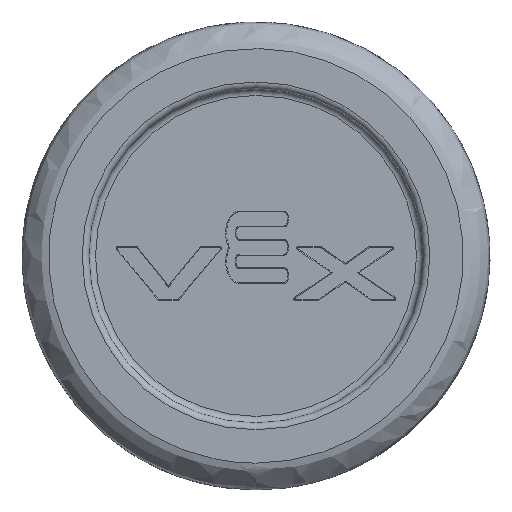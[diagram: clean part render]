
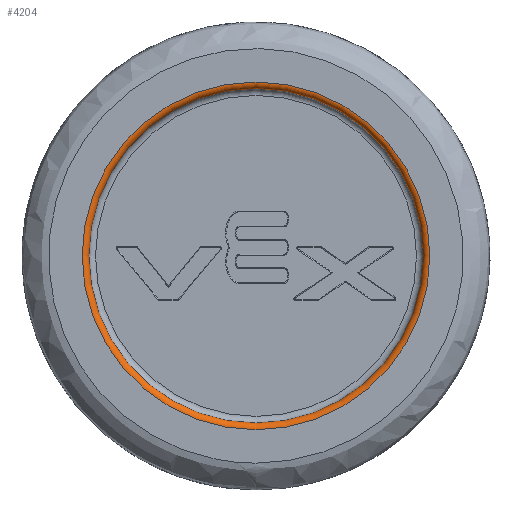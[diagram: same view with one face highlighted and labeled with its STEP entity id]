
A CAD part, top view. The second image highlights one B-rep face of the part: STEP entity #4204.
In plain terms, the highlighted toroidal (fillet/blend) face has major radius 52 mm and minor radius 2 mm.
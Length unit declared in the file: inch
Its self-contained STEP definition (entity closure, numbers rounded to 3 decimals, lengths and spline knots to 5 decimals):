
#215=TOROIDAL_SURFACE('',#4536,2.04724,0.07874);
#584=FACE_OUTER_BOUND('',#869,.T.);
#869=EDGE_LOOP('',(#2974,#2975,#2976,#2977,#2978));
#1603=CIRCLE('',#4493,2.04724);
#1605=CIRCLE('',#4498,1.9685);
#1606=CIRCLE('',#4499,1.9685);
#1613=CIRCLE('',#4537,0.07874);
#1740=VERTEX_POINT('',#5898);
#1745=VERTEX_POINT('',#6330);
#1746=VERTEX_POINT('',#6331);
#2147=EDGE_CURVE('',#1740,#1740,#1603,.T.);
#2153=EDGE_CURVE('',#1745,#1746,#1605,.T.);
#2154=EDGE_CURVE('',#1746,#1745,#1606,.T.);
#2290=EDGE_CURVE('',#1746,#1740,#1613,.T.);
#2974=ORIENTED_EDGE('',*,*,#2153,.F.);
#2975=ORIENTED_EDGE('',*,*,#2154,.F.);
#2976=ORIENTED_EDGE('',*,*,#2290,.T.);
#2977=ORIENTED_EDGE('',*,*,#2147,.F.);
#2978=ORIENTED_EDGE('',*,*,#2290,.F.);
#4204=ADVANCED_FACE('',(#584),#215,.T.);
#4493=AXIS2_PLACEMENT_3D('',#5899,#4795,#4796);
#4498=AXIS2_PLACEMENT_3D('',#6332,#4806,#4807);
#4499=AXIS2_PLACEMENT_3D('',#6333,#4808,#4809);
#4536=AXIS2_PLACEMENT_3D('',#7449,#4915,#4916);
#4537=AXIS2_PLACEMENT_3D('',#7450,#4917,#4918);
#4795=DIRECTION('center_axis',(0.,-1.,0.));
#4796=DIRECTION('ref_axis',(0.,0.,1.));
#4806=DIRECTION('center_axis',(0.,1.,0.));
#4807=DIRECTION('ref_axis',(0.,0.,1.));
#4808=DIRECTION('center_axis',(0.,1.,0.));
#4809=DIRECTION('ref_axis',(0.,0.,1.));
#4915=DIRECTION('center_axis',(0.,1.,0.));
#4916=DIRECTION('ref_axis',(0.,0.,1.));
#4917=DIRECTION('center_axis',(-1.,0.,0.));
#4918=DIRECTION('ref_axis',(0.,0.,-1.));
#5898=CARTESIAN_POINT('',(0.,0.3937,-2.04724));
#5899=CARTESIAN_POINT('Origin',(0.,0.3937,0.));
#6330=CARTESIAN_POINT('',(0.,0.31496,1.9685));
#6331=CARTESIAN_POINT('',(0.,0.31496,-1.9685));
#6332=CARTESIAN_POINT('Origin',(0.,0.31496,0.));
#6333=CARTESIAN_POINT('Origin',(0.,0.31496,0.));
#7449=CARTESIAN_POINT('Origin',(0.,0.31496,0.));
#7450=CARTESIAN_POINT('Origin',(0.,0.31496,
-2.04724));
